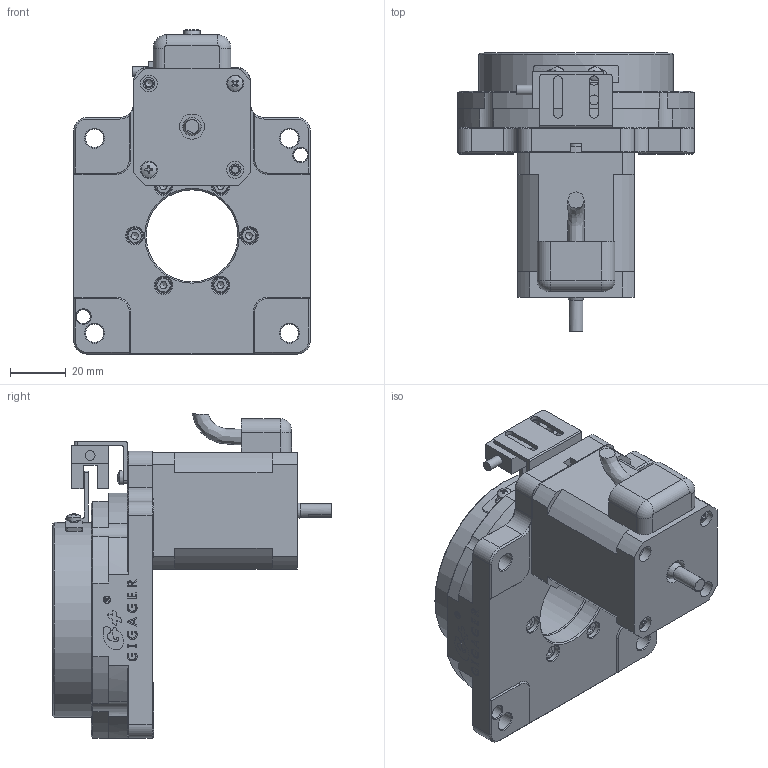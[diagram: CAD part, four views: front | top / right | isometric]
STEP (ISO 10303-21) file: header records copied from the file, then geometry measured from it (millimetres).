
FILE_DESCRIPTION (( 'STEP AP203' ), '1' );
FILE_NAME ('GSN85-18K-OS.step', '2021-06-01T02:31:46', ( 'Microsoft' ), ( 'Microsoft' ), 'SwSTEP 2.0', 'SolidWorks 2019', '' );
FILE_SCHEMA (( 'CONFIG_CONTROL_DESIGN' ));
Length unit declared in the file: millimetre
Products named in the file (1): GSN85-18K-OS
Bounding box: 85 x 99.9 x 116.44 mm (x, y, z)
Volume: 237619.8 mm3; surface area: 78669.8 mm2
Topology: 23 solids, 23 shells, 920 faces, 2257 edges, 1443 vertices
Faces by surface type: plane 446, cylinder 212, cone 130, bspline 110, torus 16, sphere 6
Full cylindrical faces by diameter (mm): 1.5 x1, 2.05 x4, 2.5 x14, 3 x14, 3.2 x6, 3.3 x6, 3.5 x3, 4.2 x4, 5 x11, 5.15 x1, 5.5 x6, 5.6 x2, 6 x10, 6.5 x5, 8 x1, 9 x2, 22 x1, 32 x1, 33 x2, 37 x1, 49.5 x2, 53.6 x1, 54.5 x1, 60 x1, 70 x2, 72.275 x2, 74.497 x1, 76 x1, 77.698 x1, 77.884 x1
Entity records: 31171 total; most frequent: CARTESIAN_POINT 11071, ORIENTED_EDGE 3968, DIRECTION 3895, EDGE_CURVE 1984, AXIS2_PLACEMENT_3D 1442, VERTEX_POINT 1388, EDGE_LOOP 1262, FACE_OUTER_BOUND 1047
